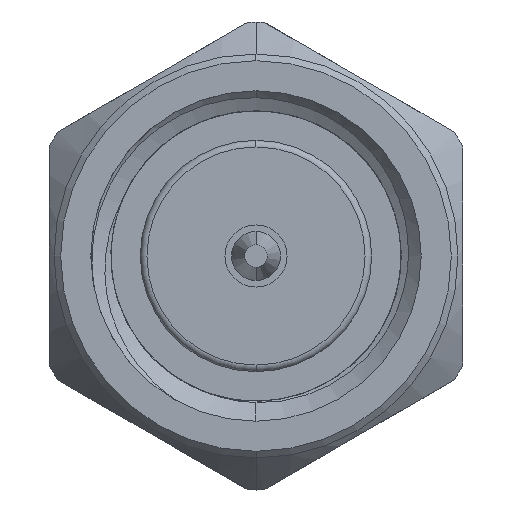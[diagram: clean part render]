
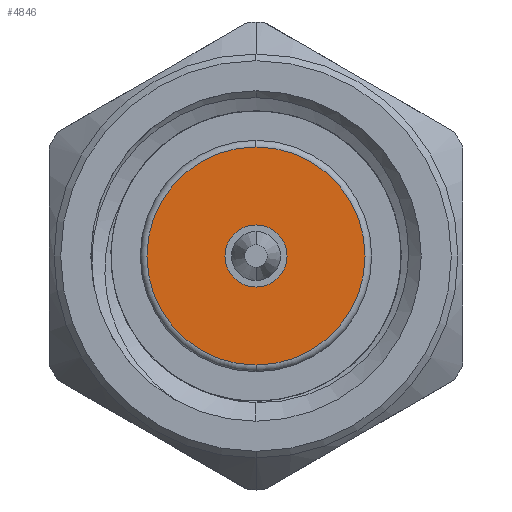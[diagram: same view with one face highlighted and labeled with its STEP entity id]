
A CAD part, left-side view. The second image highlights one B-rep face of the part: STEP entity #4846.
In plain terms, the highlighted planar face has unit normal (-1, 0, 0).
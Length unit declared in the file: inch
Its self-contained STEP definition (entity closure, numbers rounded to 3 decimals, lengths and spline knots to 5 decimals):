
#250 = AXIS2_PLACEMENT_3D ( 'NONE', #3618, #4114, #4134 ) ;
#310 = CARTESIAN_POINT ( 'NONE',  ( 0.135, 0., 0.0235 ) ) ;
#418 = CARTESIAN_POINT ( 'NONE',  ( 0.135, 0., -0.0235 ) ) ;
#669 = AXIS2_PLACEMENT_3D ( 'NONE', #2049, #5805, #3445 ) ;
#1273 = DIRECTION ( 'NONE',  ( 0., 0., -1. ) ) ;
#1565 = ORIENTED_EDGE ( 'NONE', *, *, #4027, .T. ) ;
#1621 = CIRCLE ( 'NONE', #3641, 0.0825 ) ;
#1773 = PLANE ( 'NONE',  #3566 ) ;
#1880 = ORIENTED_EDGE ( 'NONE', *, *, #5715, .F. ) ;
#2003 = FACE_OUTER_BOUND ( 'NONE', #5094, .T. ) ;
#2049 = CARTESIAN_POINT ( 'NONE',  ( 0.135, 0., 0. ) ) ;
#2180 = CARTESIAN_POINT ( 'NONE',  ( 0.135, 0., -0.0825 ) ) ;
#2475 = DIRECTION ( 'NONE',  ( -1., 0., 0. ) ) ;
#2731 = CIRCLE ( 'NONE', #669, 0.0235 ) ;
#2882 = VERTEX_POINT ( 'NONE', #5197 ) ;
#2934 = CARTESIAN_POINT ( 'NONE',  ( 0.135, 0., 0. ) ) ;
#2937 = VERTEX_POINT ( 'NONE', #418 ) ;
#3445 = DIRECTION ( 'NONE',  ( 0., 0., -1. ) ) ;
#3566 = AXIS2_PLACEMENT_3D ( 'NONE', #4096, #5023, #1273 ) ;
#3618 = CARTESIAN_POINT ( 'NONE',  ( 0.135, 0., 0. ) ) ;
#3641 = AXIS2_PLACEMENT_3D ( 'NONE', #2934, #2475, #5284 ) ;
#3779 = CIRCLE ( 'NONE', #250, 0.0825 ) ;
#3975 = EDGE_LOOP ( 'NONE', ( #1880, #5627 ) ) ;
#3995 = FACE_BOUND ( 'NONE', #3975, .T. ) ;
#4027 = EDGE_CURVE ( 'NONE', #2882, #5024, #3779, .T. ) ;
#4096 = CARTESIAN_POINT ( 'NONE',  ( 0.135, 0., 0. ) ) ;
#4114 = DIRECTION ( 'NONE',  ( -1., 0., 0. ) ) ;
#4134 = DIRECTION ( 'NONE',  ( 0., 0., -1. ) ) ;
#4320 = VERTEX_POINT ( 'NONE', #310 ) ;
#4554 = EDGE_CURVE ( 'NONE', #4320, #2937, #2731, .T. ) ;
#4642 = AXIS2_PLACEMENT_3D ( 'NONE', #5140, #6028, #5624 ) ;
#4846 = ADVANCED_FACE ( 'NONE', ( #2003, #3995 ), #1773, .F. ) ;
#5023 = DIRECTION ( 'NONE',  ( 1., 0., 0. ) ) ;
#5024 = VERTEX_POINT ( 'NONE', #2180 ) ;
#5031 = CIRCLE ( 'NONE', #4642, 0.0235 ) ;
#5094 = EDGE_LOOP ( 'NONE', ( #5299, #1565 ) ) ;
#5140 = CARTESIAN_POINT ( 'NONE',  ( 0.135, 0., 0. ) ) ;
#5197 = CARTESIAN_POINT ( 'NONE',  ( 0.135, 0., 0.0825 ) ) ;
#5284 = DIRECTION ( 'NONE',  ( 0., 0., -1. ) ) ;
#5299 = ORIENTED_EDGE ( 'NONE', *, *, #5797, .T. ) ;
#5624 = DIRECTION ( 'NONE',  ( 0., 0., -1. ) ) ;
#5627 = ORIENTED_EDGE ( 'NONE', *, *, #4554, .F. ) ;
#5715 = EDGE_CURVE ( 'NONE', #2937, #4320, #5031, .T. ) ;
#5797 = EDGE_CURVE ( 'NONE', #5024, #2882, #1621, .T. ) ;
#5805 = DIRECTION ( 'NONE',  ( -1., 0., 0. ) ) ;
#6028 = DIRECTION ( 'NONE',  ( -1., 0., 0. ) ) ;
